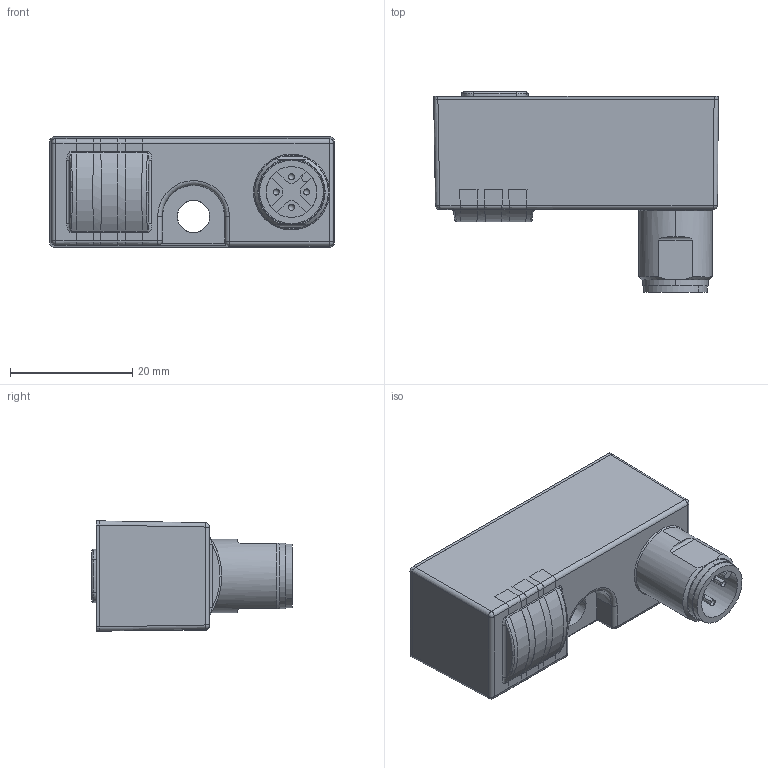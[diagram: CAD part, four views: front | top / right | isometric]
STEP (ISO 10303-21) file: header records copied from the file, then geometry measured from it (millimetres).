
FILE_DESCRIPTION((''),'2;1');
FILE_NAME('ASM0001_ASM','2018-02-12T',('creinig-se'),(''),'PRO/ENGINEER BY PARAMETRIC TECHNOLOGY CORPORATION, 2015440','PRO/ENGINEER BY PARAMETRIC TECHNOLOGY CORPORATION, 2015440','');
FILE_SCHEMA(('CONFIG_CONTROL_DESIGN'));
Length unit declared in the file: millimetre
Products named in the file (3): DM_CAD-3233_SW0001; DM_CAD-3232_54-5640; ASM0001_ASM
Assembly tree (2 placements, depth 2):
  ASM0001_ASM
    DM_CAD-3233_SW0001
    DM_CAD-3232_54-5640
Bounding box: 46.5 x 32.7 x 18 mm (x, y, z)
Volume: 14585.3 mm3; surface area: 8712.1 mm2
Topology: 2 solids, 2 shells, 605 faces, 1613 edges, 1003 vertices
Faces by surface type: plane 279, cylinder 181, bspline 59, torus 42, cone 27, sphere 17
Entity records: 26582 total; most frequent: CARTESIAN_POINT 7713, ORIENTED_EDGE 3174, DIRECTION 2684, EDGE_CURVE 1587, VERTEX_POINT 991, PRESENTATION_STYLE_ASSIGNMENT 955, STYLED_ITEM 955, VECTOR 918
